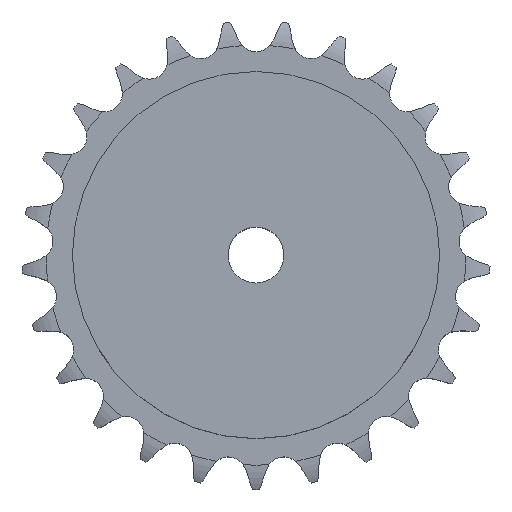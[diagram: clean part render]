
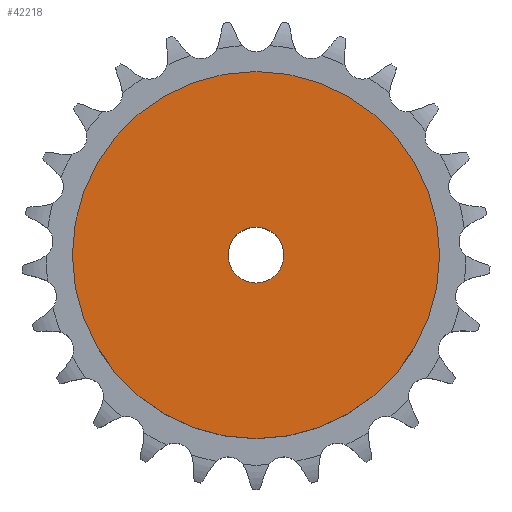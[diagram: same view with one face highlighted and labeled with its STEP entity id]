
A CAD part, top view. The second image highlights one B-rep face of the part: STEP entity #42218.
In plain terms, the highlighted planar face has unit normal (0, 0, 1).
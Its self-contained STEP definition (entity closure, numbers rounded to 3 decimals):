
#22532 = CYLINDRICAL_SURFACE('',#22533,8.);
#22533 = AXIS2_PLACEMENT_3D('',#22534,#22535,#22536);
#22534 = CARTESIAN_POINT('',(0.,0.,209.21));
#22535 = DIRECTION('',(0.,0.,1.));
#22536 = DIRECTION('',(1.,0.,0.));
#28984 = EDGE_CURVE('',#28985,#28985,#28987,.T.);
#28985 = VERTEX_POINT('',#28986);
#28986 = CARTESIAN_POINT('',(8.,0.,45.));
#28987 = SURFACE_CURVE('',#28988,(#28993,#29000),.PCURVE_S1.);
#28988 = CIRCLE('',#28989,8.);
#28989 = AXIS2_PLACEMENT_3D('',#28990,#28991,#28992);
#28990 = CARTESIAN_POINT('',(0.,0.,45.));
#28991 = DIRECTION('',(0.,0.,1.));
#28992 = DIRECTION('',(1.,0.,0.));
#28993 = PCURVE('',#22532,#28994);
#28994 = DEFINITIONAL_REPRESENTATION('',(#28995),#28999);
#28995 = LINE('',#28996,#28997);
#28996 = CARTESIAN_POINT('',(0.,-164.21));
#28997 = VECTOR('',#28998,1.);
#28998 = DIRECTION('',(1.,0.));
#28999 = ( GEOMETRIC_REPRESENTATION_CONTEXT(2) 
PARAMETRIC_REPRESENTATION_CONTEXT() REPRESENTATION_CONTEXT('2D SPACE',''
  ) );
#29000 = PCURVE('',#29001,#29006);
#29001 = PLANE('',#29002);
#29002 = AXIS2_PLACEMENT_3D('',#29003,#29004,#29005);
#29003 = CARTESIAN_POINT('',(0.,0.,45.)
  );
#29004 = DIRECTION('',(0.,0.,1.));
#29005 = DIRECTION('',(1.,0.,0.));
#29006 = DEFINITIONAL_REPRESENTATION('',(#29007),#29011);
#29007 = CIRCLE('',#29008,8.);
#29008 = AXIS2_PLACEMENT_2D('',#29009,#29010);
#29009 = CARTESIAN_POINT('',(0.,0.));
#29010 = DIRECTION('',(1.,0.));
#29011 = ( GEOMETRIC_REPRESENTATION_CONTEXT(2) 
PARAMETRIC_REPRESENTATION_CONTEXT() REPRESENTATION_CONTEXT('2D SPACE',''
  ) );
#42218 = ADVANCED_FACE('',(#42219,#42250),#29001,.T.);
#42219 = FACE_BOUND('',#42220,.T.);
#42220 = EDGE_LOOP('',(#42221));
#42221 = ORIENTED_EDGE('',*,*,#42222,.T.);
#42222 = EDGE_CURVE('',#42223,#42223,#42225,.T.);
#42223 = VERTEX_POINT('',#42224);
#42224 = CARTESIAN_POINT('',(52.5,0.,45.));
#42225 = SURFACE_CURVE('',#42226,(#42231,#42238),.PCURVE_S1.);
#42226 = CIRCLE('',#42227,52.5);
#42227 = AXIS2_PLACEMENT_3D('',#42228,#42229,#42230);
#42228 = CARTESIAN_POINT('',(0.,0.,45.));
#42229 = DIRECTION('',(0.,0.,1.));
#42230 = DIRECTION('',(1.,0.,0.));
#42231 = PCURVE('',#29001,#42232);
#42232 = DEFINITIONAL_REPRESENTATION('',(#42233),#42237);
#42233 = CIRCLE('',#42234,52.5);
#42234 = AXIS2_PLACEMENT_2D('',#42235,#42236);
#42235 = CARTESIAN_POINT('',(0.,0.));
#42236 = DIRECTION('',(1.,0.));
#42237 = ( GEOMETRIC_REPRESENTATION_CONTEXT(2) 
PARAMETRIC_REPRESENTATION_CONTEXT() REPRESENTATION_CONTEXT('2D SPACE',''
  ) );
#42238 = PCURVE('',#42239,#42244);
#42239 = CYLINDRICAL_SURFACE('',#42240,52.5);
#42240 = AXIS2_PLACEMENT_3D('',#42241,#42242,#42243);
#42241 = CARTESIAN_POINT('',(0.,0.,0.));
#42242 = DIRECTION('',(-0.,-0.,-1.));
#42243 = DIRECTION('',(1.,0.,0.));
#42244 = DEFINITIONAL_REPRESENTATION('',(#42245),#42249);
#42245 = LINE('',#42246,#42247);
#42246 = CARTESIAN_POINT('',(-0.,-45.));
#42247 = VECTOR('',#42248,1.);
#42248 = DIRECTION('',(-1.,0.));
#42249 = ( GEOMETRIC_REPRESENTATION_CONTEXT(2) 
PARAMETRIC_REPRESENTATION_CONTEXT() REPRESENTATION_CONTEXT('2D SPACE',''
  ) );
#42250 = FACE_BOUND('',#42251,.T.);
#42251 = EDGE_LOOP('',(#42252));
#42252 = ORIENTED_EDGE('',*,*,#28984,.F.);
